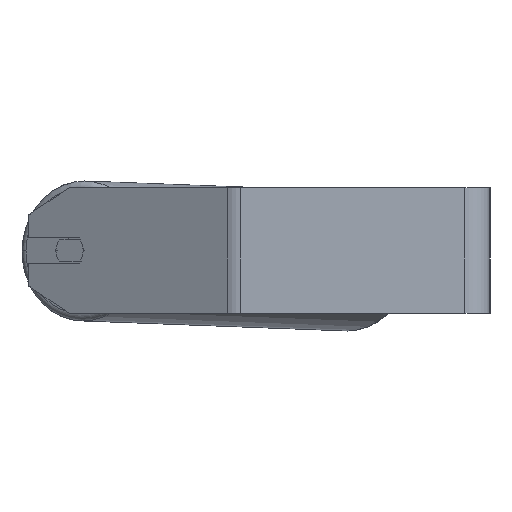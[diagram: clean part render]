
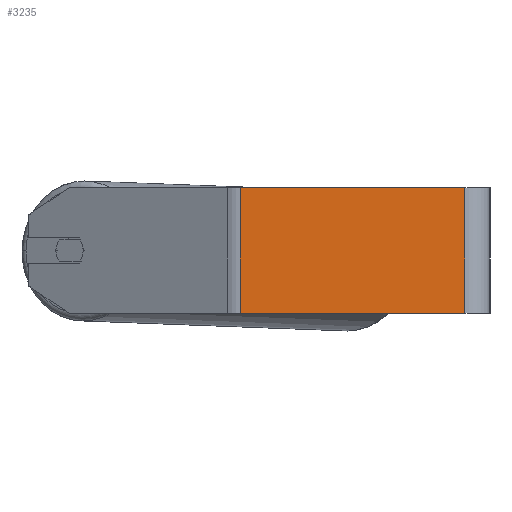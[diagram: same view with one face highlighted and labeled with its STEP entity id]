
A CAD part, left-side view. The second image highlights one B-rep face of the part: STEP entity #3235.
In plain terms, the highlighted planar face has unit normal (-1, 0, 0).
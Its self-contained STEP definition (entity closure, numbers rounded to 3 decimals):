
#401 = DIRECTION ( 'NONE',  ( 0., -1., 0. ) ) ;
#488 = VERTEX_POINT ( 'NONE', #3005 ) ;
#538 = DIRECTION ( 'NONE',  ( 0., 0., -1. ) ) ;
#727 = VERTEX_POINT ( 'NONE', #4547 ) ;
#896 = EDGE_CURVE ( 'NONE', #727, #4669, #1059, .T. ) ;
#940 = DIRECTION ( 'NONE',  ( 1., 0., 0. ) ) ;
#976 = ORIENTED_EDGE ( 'NONE', *, *, #4025, .F. ) ;
#1059 = LINE ( 'NONE', #3218, #1109 ) ;
#1109 = VECTOR ( 'NONE', #5377, 1000. ) ;
#1147 = DIRECTION ( 'NONE',  ( 0., 0., -1. ) ) ;
#1396 = CARTESIAN_POINT ( 'NONE',  ( -395., 16., -40. ) ) ;
#1590 = AXIS2_PLACEMENT_3D ( 'NONE', #2595, #940, #538 ) ;
#1733 = EDGE_CURVE ( 'NONE', #2145, #488, #6593, .T. ) ;
#2134 = VECTOR ( 'NONE', #1147, 1000. ) ;
#2145 = VERTEX_POINT ( 'NONE', #2775 ) ;
#2297 = ORIENTED_EDGE ( 'NONE', *, *, #896, .F. ) ;
#2595 = CARTESIAN_POINT ( 'NONE',  ( -395., 163.024, 40. ) ) ;
#2775 = CARTESIAN_POINT ( 'NONE',  ( -395., 158.736, 40. ) ) ;
#2839 = DIRECTION ( 'NONE',  ( 0., -1., 0. ) ) ;
#3005 = CARTESIAN_POINT ( 'NONE',  ( -395., 158.736, -40. ) ) ;
#3089 = CARTESIAN_POINT ( 'NONE',  ( -395., 163.024, 40. ) ) ;
#3218 = CARTESIAN_POINT ( 'NONE',  ( -395., 16., 40. ) ) ;
#3235 = ADVANCED_FACE ( 'NONE', ( #5357 ), #6452, .F. ) ;
#3492 = ORIENTED_EDGE ( 'NONE', *, *, #1733, .T. ) ;
#3609 = LINE ( 'NONE', #3089, #4654 ) ;
#3723 = EDGE_CURVE ( 'NONE', #488, #4669, #3826, .T. ) ;
#3826 = LINE ( 'NONE', #6545, #4531 ) ;
#4025 = EDGE_CURVE ( 'NONE', #2145, #727, #3609, .T. ) ;
#4531 = VECTOR ( 'NONE', #2839, 1000. ) ;
#4547 = CARTESIAN_POINT ( 'NONE',  ( -395., 16., 40. ) ) ;
#4654 = VECTOR ( 'NONE', #401, 1000. ) ;
#4669 = VERTEX_POINT ( 'NONE', #1396 ) ;
#5305 = ORIENTED_EDGE ( 'NONE', *, *, #3723, .T. ) ;
#5357 = FACE_OUTER_BOUND ( 'NONE', #5828, .T. ) ;
#5377 = DIRECTION ( 'NONE',  ( 0., 0., -1. ) ) ;
#5828 = EDGE_LOOP ( 'NONE', ( #5305, #2297, #976, #3492 ) ) ;
#6452 = PLANE ( 'NONE',  #1590 ) ;
#6545 = CARTESIAN_POINT ( 'NONE',  ( -395., 163.024, -40. ) ) ;
#6559 = CARTESIAN_POINT ( 'NONE',  ( -395., 158.736, 40. ) ) ;
#6593 = LINE ( 'NONE', #6559, #2134 ) ;
